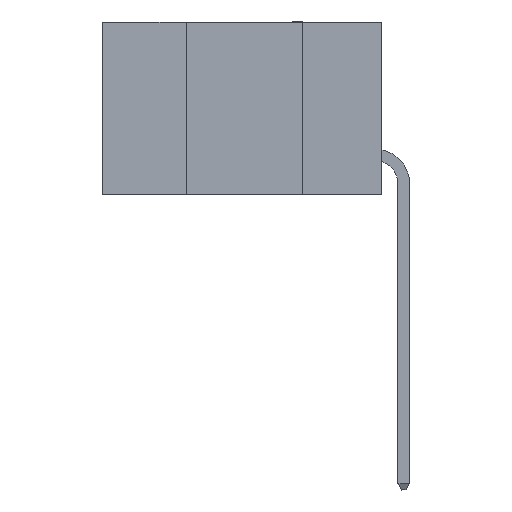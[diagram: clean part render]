
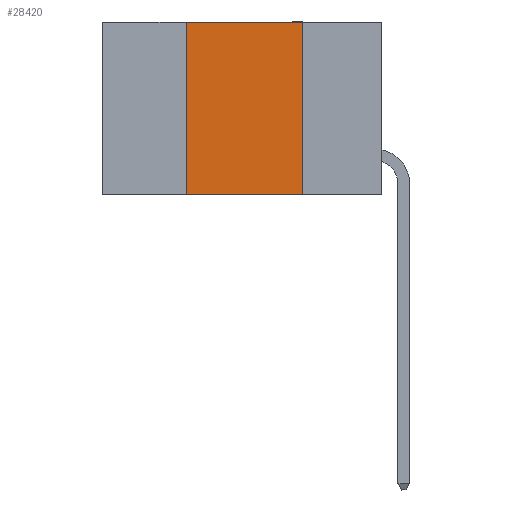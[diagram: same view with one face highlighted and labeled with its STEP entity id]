
A CAD part, left-side view. The second image highlights one B-rep face of the part: STEP entity #28420.
In plain terms, the highlighted planar face has unit normal (-1, 0, 0).
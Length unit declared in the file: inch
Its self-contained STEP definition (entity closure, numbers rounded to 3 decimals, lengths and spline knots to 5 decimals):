
#39 = DIRECTION ( 'NONE',  ( 0., 0., -1. ) ) ;
#569 = CARTESIAN_POINT ( 'NONE',  ( 0., 0.42, 0. ) ) ;
#1002 = VECTOR ( 'NONE', #6304, 39.37008 ) ;
#1365 = LINE ( 'NONE', #27363, #1002 ) ;
#1879 = FACE_OUTER_BOUND ( 'NONE', #25659, .T. ) ;
#2701 = DIRECTION ( 'NONE',  ( 1., 0., 0. ) ) ;
#3276 = CARTESIAN_POINT ( 'NONE',  ( 0., 0.17, -0.37 ) ) ;
#3835 = DIRECTION ( 'NONE',  ( 0., -1., 0. ) ) ;
#4370 = LINE ( 'NONE', #8598, #15044 ) ;
#5080 = EDGE_CURVE ( 'NONE', #21424, #29119, #1365, .T. ) ;
#6304 = DIRECTION ( 'NONE',  ( 0., 0., 1. ) ) ;
#8228 = EDGE_CURVE ( 'NONE', #29119, #24597, #29129, .T. ) ;
#8598 = CARTESIAN_POINT ( 'NONE',  ( 0., 0.6, -0.37 ) ) ;
#8681 = ORIENTED_EDGE ( 'NONE', *, *, #8228, .F. ) ;
#10430 = CARTESIAN_POINT ( 'NONE',  ( 0., 0.42, -0.37 ) ) ;
#11115 = DIRECTION ( 'NONE',  ( 0., 0., -1. ) ) ;
#12598 = EDGE_CURVE ( 'NONE', #21424, #20066, #4370, .T. ) ;
#14107 = VECTOR ( 'NONE', #3835, 39.37008 ) ;
#14392 = PLANE ( 'NONE',  #17173 ) ;
#15044 = VECTOR ( 'NONE', #29871, 39.37008 ) ;
#15399 = LINE ( 'NONE', #15624, #15814 ) ;
#15624 = CARTESIAN_POINT ( 'NONE',  ( 0., 0.17, 0. ) ) ;
#15814 = VECTOR ( 'NONE', #11115, 39.37008 ) ;
#16854 = CARTESIAN_POINT ( 'NONE',  ( 0., 0.6, 0. ) ) ;
#17047 = CARTESIAN_POINT ( 'NONE',  ( 0., 0.17, 0. ) ) ;
#17173 = AXIS2_PLACEMENT_3D ( 'NONE', #16854, #2701, #39 ) ;
#20066 = VERTEX_POINT ( 'NONE', #3276 ) ;
#20757 = ORIENTED_EDGE ( 'NONE', *, *, #5080, .F. ) ;
#21424 = VERTEX_POINT ( 'NONE', #10430 ) ;
#24067 = ORIENTED_EDGE ( 'NONE', *, *, #24908, .F. ) ;
#24597 = VERTEX_POINT ( 'NONE', #17047 ) ;
#24761 = CARTESIAN_POINT ( 'NONE',  ( 0., 0.6, 0. ) ) ;
#24908 = EDGE_CURVE ( 'NONE', #24597, #20066, #15399, .T. ) ;
#25325 = ORIENTED_EDGE ( 'NONE', *, *, #12598, .T. ) ;
#25659 = EDGE_LOOP ( 'NONE', ( #24067, #8681, #20757, #25325 ) ) ;
#27363 = CARTESIAN_POINT ( 'NONE',  ( 0., 0.42, 0. ) ) ;
#28420 = ADVANCED_FACE ( 'NONE', ( #1879 ), #14392, .F. ) ;
#29119 = VERTEX_POINT ( 'NONE', #569 ) ;
#29129 = LINE ( 'NONE', #24761, #14107 ) ;
#29871 = DIRECTION ( 'NONE',  ( 0., -1., 0. ) ) ;
